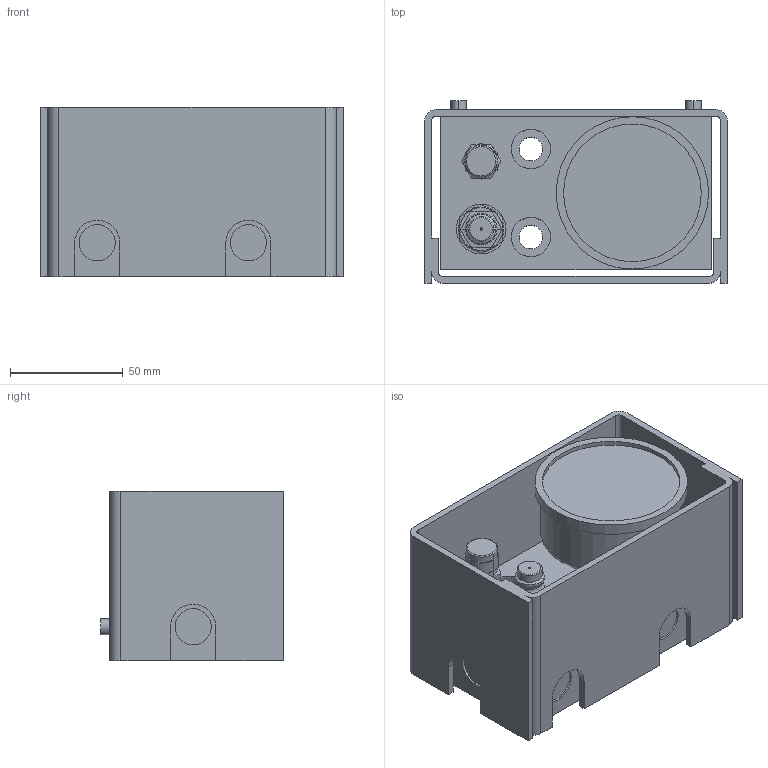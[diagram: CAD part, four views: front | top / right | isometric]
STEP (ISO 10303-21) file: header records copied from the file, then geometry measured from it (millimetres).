
FILE_DESCRIPTION (( 'STEP AP214' ), '1' );
FILE_NAME ('MET222.STEP', '2019-04-08T15:09:12', ( 'Metrol Springs' ), ( 'Hewlett-Packard Company' ), 'SwSTEP 2.0', 'SolidWorks 2017', '' );
FILE_SCHEMA (( 'AUTOMOTIVE_DESIGN' ));
Length unit declared in the file: millimetre
Products named in the file (1): MET222
Bounding box: 134 x 81 x 75 mm (x, y, z)
Volume: 431931.2 mm3; surface area: 102502.2 mm2
Topology: 1 solids, 1 shells, 248 faces, 602 edges, 375 vertices
Faces by surface type: cylinder 92, plane 92, cone 54, torus 10
Entity records: 10371 total; most frequent: CARTESIAN_POINT 1790, DIRECTION 1239, ORIENTED_EDGE 1204, EDGE_CURVE 602, AXIS2_PLACEMENT_3D 488, VERTEX_POINT 375, EDGE_LOOP 273, VECTOR 263
